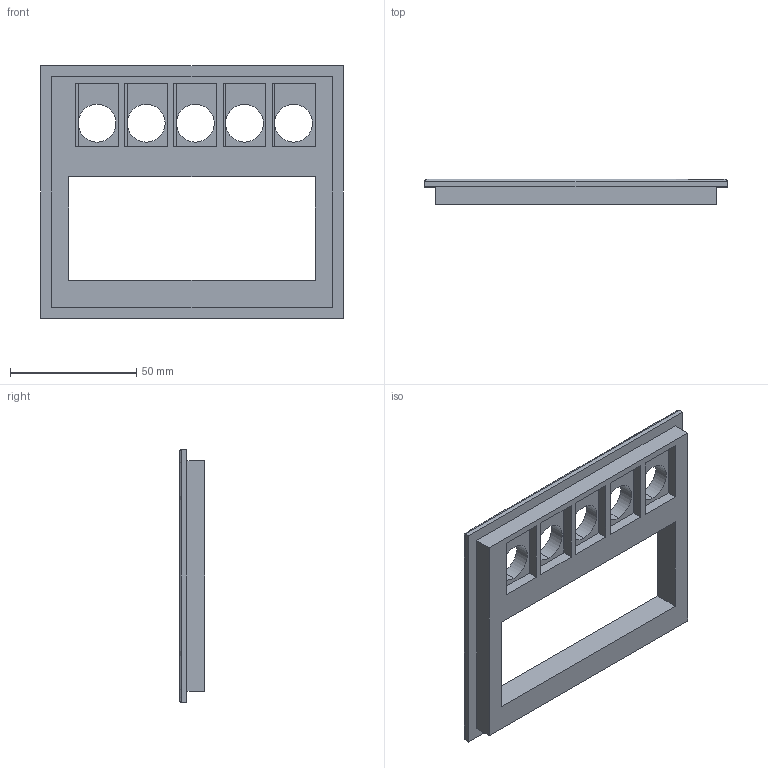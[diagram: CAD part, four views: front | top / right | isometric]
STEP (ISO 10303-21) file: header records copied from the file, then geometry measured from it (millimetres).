
FILE_DESCRIPTION (( 'STEP AP203' ), '1' );
FILE_NAME ('Lid 2 AP203.STEP', '2017-05-14T22:04:21', ( '' ), ( '' ), 'SwSTEP 2.0', 'SolidWorks 2015', '' );
FILE_SCHEMA (( 'CONFIG_CONTROL_DESIGN' ));
Length unit declared in the file: millimetre
Products named in the file (1): Lid 2 AP203
Bounding box: 120 x 10 x 100 mm (x, y, z)
Volume: 52821.2 mm3; surface area: 24718.6 mm2
Topology: 1 solids, 1 shells, 64 faces, 164 edges, 108 vertices
Faces by surface type: plane 50, cylinder 10, bspline 4
Entity records: 2153 total; most frequent: CARTESIAN_POINT 513, ORIENTED_EDGE 328, DIRECTION 294, EDGE_CURVE 164, VECTOR 132, LINE 132, VERTEX_POINT 108, EDGE_LOOP 82
